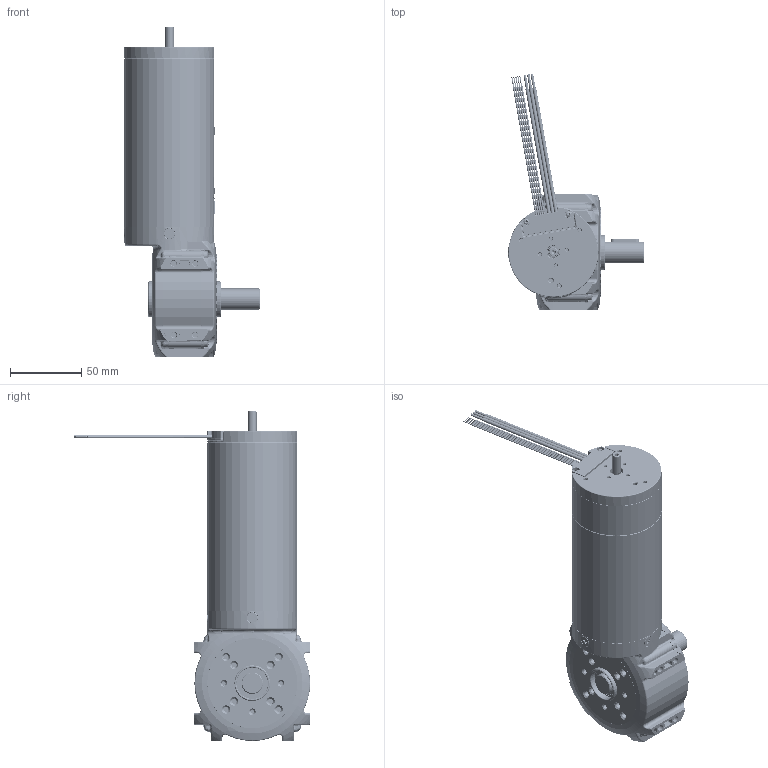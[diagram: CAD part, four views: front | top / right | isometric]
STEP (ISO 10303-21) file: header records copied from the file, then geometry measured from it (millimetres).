
FILE_DESCRIPTION(/* description */ ('Ritzel'),/* implementation_level */ '2;1');
FILE_NAME(/* name */ '46492418.stp',/* time_stamp */ '2017-11-10T06:30:53+01:00',/* author */ ('engelhardtv'),/* organization */ (''),/* preprocessor_version */ 'ST-DEVELOPER v16.1',/* originating_system */ 'Autodesk Inventor 2016',/* authorisation */ 'ob');
FILE_SCHEMA (('AUTOMOTIVE_DESIGN { 1 0 10303 214 3 1 1 }'));
Length unit declared in the file: millimetre
Products named in the file (1): 46492418_Shrinkwrap_1
Bounding box: 94.6 x 165.32 x 231 mm (x, y, z)
Volume: 234713.4 mm3; surface area: 165683.8 mm2
Topology: 7 solids, 33 shells, 6235 faces, 15443 edges, 9412 vertices
Faces by surface type: plane 2723, cylinder 1139, bspline 885, torus 714, cone 527, sphere 247
Full cylindrical faces by diameter (mm): 0.162 x1, 0.2 x1, 0.7 x5, 0.8 x22, 1.2 x10, 1.3 x2, 1.8 x3, 2 x3, 2.1 x1, 2.25 x2, 2.5 x4, 2.55 x1, 2.7 x4, 2.8 x13, 3 x6, 3.242 x7, 3.6 x4, 3.7 x9, 4 x10, 4.134 x16, 4.2 x4, 4.4 x4, 4.5 x12, 4.55 x1, 4.65 x4, 5 x5, 5.7 x1, 6 x7, 7.5 x1, 7.6 x1
Entity records: 219561 total; most frequent: CARTESIAN_POINT 71808, ORIENTED_EDGE 29296, DIRECTION 29041, EDGE_CURVE 14610, AXIS2_PLACEMENT_3D 11258, VERTEX_POINT 9249, EDGE_LOOP 7205, LINE 6525
